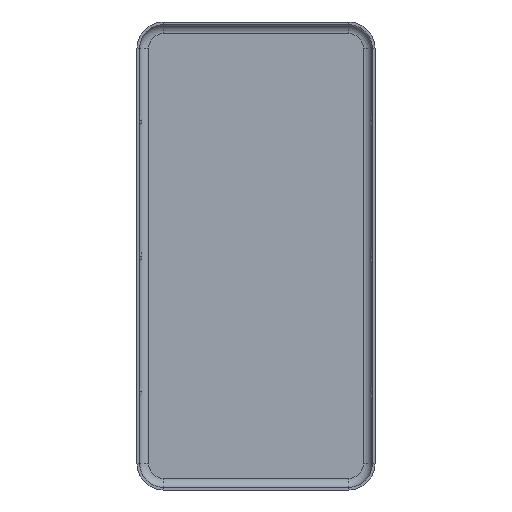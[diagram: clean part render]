
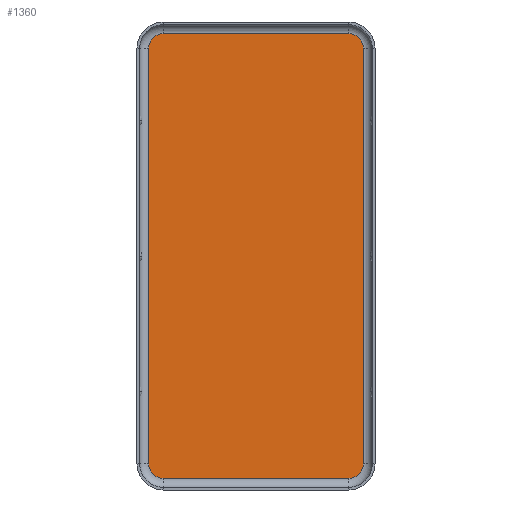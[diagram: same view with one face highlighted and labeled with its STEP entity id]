
A CAD part, front view. The second image highlights one B-rep face of the part: STEP entity #1360.
In plain terms, the highlighted planar face has unit normal (0, -1, 0).
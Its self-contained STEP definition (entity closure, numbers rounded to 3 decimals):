
#16 = VERTEX_POINT ( 'NONE', #29 ) ;
#28 = CARTESIAN_POINT ( 'NONE',  ( 10.25, 0., -22.95 ) ) ;
#29 = CARTESIAN_POINT ( 'NONE',  ( 10.25, 0., 24.55 ) ) ;
#62 = DIRECTION ( 'NONE',  ( 0., 0., -1. ) ) ;
#75 = CARTESIAN_POINT ( 'NONE',  ( 11.85, 0., -22.95 ) ) ;
#164 = DIRECTION ( 'NONE',  ( -1., 0., 0. ) ) ;
#189 = FACE_OUTER_BOUND ( 'NONE', #480, .T. ) ;
#240 = CARTESIAN_POINT ( 'NONE',  ( -11.85, 0., -22.95 ) ) ;
#254 = CIRCLE ( 'NONE', #346, 1.6 ) ;
#282 = ORIENTED_EDGE ( 'NONE', *, *, #1202, .F. ) ;
#293 = CARTESIAN_POINT ( 'NONE',  ( -10.25, 0., -22.95 ) ) ;
#323 = VERTEX_POINT ( 'NONE', #240 ) ;
#346 = AXIS2_PLACEMENT_3D ( 'NONE', #1474, #1764, #914 ) ;
#421 = VECTOR ( 'NONE', #608, 1000. ) ;
#453 = CARTESIAN_POINT ( 'NONE',  ( 11.85, 0., 22.95 ) ) ;
#480 = EDGE_LOOP ( 'NONE', ( #1772, #726, #1086, #1382, #1848, #282, #1824, #1304 ) ) ;
#492 = VERTEX_POINT ( 'NONE', #848 ) ;
#508 = LINE ( 'NONE', #1695, #1224 ) ;
#549 = CIRCLE ( 'NONE', #1564, 1.6 ) ;
#608 = DIRECTION ( 'NONE',  ( -1., 0., 0. ) ) ;
#611 = EDGE_CURVE ( 'NONE', #1155, #492, #718, .T. ) ;
#633 = CARTESIAN_POINT ( 'NONE',  ( -10.25, 0., 24.55 ) ) ;
#650 = EDGE_CURVE ( 'NONE', #1018, #1155, #1370, .T. ) ;
#718 = LINE ( 'NONE', #1424, #1654 ) ;
#723 = VERTEX_POINT ( 'NONE', #453 ) ;
#726 = ORIENTED_EDGE ( 'NONE', *, *, #650, .F. ) ;
#758 = DIRECTION ( 'NONE',  ( 0., 1., 0. ) ) ;
#794 = CARTESIAN_POINT ( 'NONE',  ( -11.85, 0., 22.95 ) ) ;
#801 = DIRECTION ( 'NONE',  ( 0., 1., 0. ) ) ;
#809 = LINE ( 'NONE', #1758, #421 ) ;
#830 = CIRCLE ( 'NONE', #1579, 1.6 ) ;
#848 = CARTESIAN_POINT ( 'NONE',  ( -10.25, 0., -24.55 ) ) ;
#856 = DIRECTION ( 'NONE',  ( 0., 0., -1. ) ) ;
#889 = EDGE_CURVE ( 'NONE', #723, #16, #254, .T. ) ;
#903 = EDGE_CURVE ( 'NONE', #1301, #323, #1389, .T. ) ;
#914 = DIRECTION ( 'NONE',  ( 0., 0., -1. ) ) ;
#998 = DIRECTION ( 'NONE',  ( 0., 0., 1. ) ) ;
#1018 = VERTEX_POINT ( 'NONE', #75 ) ;
#1072 = DIRECTION ( 'NONE',  ( 0., 0., -1. ) ) ;
#1086 = ORIENTED_EDGE ( 'NONE', *, *, #1432, .F. ) ;
#1089 = EDGE_CURVE ( 'NONE', #16, #1216, #809, .T. ) ;
#1099 = VECTOR ( 'NONE', #62, 1000. ) ;
#1104 = AXIS2_PLACEMENT_3D ( 'NONE', #1544, #1686, #1550 ) ;
#1148 = DIRECTION ( 'NONE',  ( 0., -1., 0. ) ) ;
#1155 = VERTEX_POINT ( 'NONE', #1336 ) ;
#1202 = EDGE_CURVE ( 'NONE', #1301, #1216, #549, .T. ) ;
#1216 = VERTEX_POINT ( 'NONE', #633 ) ;
#1221 = PLANE ( 'NONE',  #1104 ) ;
#1224 = VECTOR ( 'NONE', #856, 1000. ) ;
#1301 = VERTEX_POINT ( 'NONE', #794 ) ;
#1304 = ORIENTED_EDGE ( 'NONE', *, *, #1503, .T. ) ;
#1336 = CARTESIAN_POINT ( 'NONE',  ( 10.25, 0., -24.55 ) ) ;
#1360 = ADVANCED_FACE ( 'NONE', ( #189 ), #1221, .T. ) ;
#1370 = CIRCLE ( 'NONE', #1730, 1.6 ) ;
#1382 = ORIENTED_EDGE ( 'NONE', *, *, #889, .T. ) ;
#1389 = LINE ( 'NONE', #1480, #1099 ) ;
#1424 = CARTESIAN_POINT ( 'NONE',  ( 10.25, 0., -24.55 ) ) ;
#1432 = EDGE_CURVE ( 'NONE', #723, #1018, #508, .T. ) ;
#1474 = CARTESIAN_POINT ( 'NONE',  ( 10.25, 0., 22.95 ) ) ;
#1480 = CARTESIAN_POINT ( 'NONE',  ( -11.85, 0., 0. ) ) ;
#1503 = EDGE_CURVE ( 'NONE', #323, #492, #830, .T. ) ;
#1508 = CARTESIAN_POINT ( 'NONE',  ( -10.25, 0., 22.95 ) ) ;
#1544 = CARTESIAN_POINT ( 'NONE',  ( 10.25, 0., -22.95 ) ) ;
#1550 = DIRECTION ( 'NONE',  ( 0., 0., -1. ) ) ;
#1564 = AXIS2_PLACEMENT_3D ( 'NONE', #1508, #801, #1072 ) ;
#1579 = AXIS2_PLACEMENT_3D ( 'NONE', #293, #1148, #998 ) ;
#1654 = VECTOR ( 'NONE', #164, 1000. ) ;
#1686 = DIRECTION ( 'NONE',  ( 0., -1., 0. ) ) ;
#1695 = CARTESIAN_POINT ( 'NONE',  ( 11.85, 0., 0. ) ) ;
#1730 = AXIS2_PLACEMENT_3D ( 'NONE', #28, #758, #1740 ) ;
#1740 = DIRECTION ( 'NONE',  ( 0., 0., 1. ) ) ;
#1758 = CARTESIAN_POINT ( 'NONE',  ( 10.25, 0., 24.55 ) ) ;
#1764 = DIRECTION ( 'NONE',  ( 0., -1., 0. ) ) ;
#1772 = ORIENTED_EDGE ( 'NONE', *, *, #611, .F. ) ;
#1824 = ORIENTED_EDGE ( 'NONE', *, *, #903, .T. ) ;
#1848 = ORIENTED_EDGE ( 'NONE', *, *, #1089, .T. ) ;
